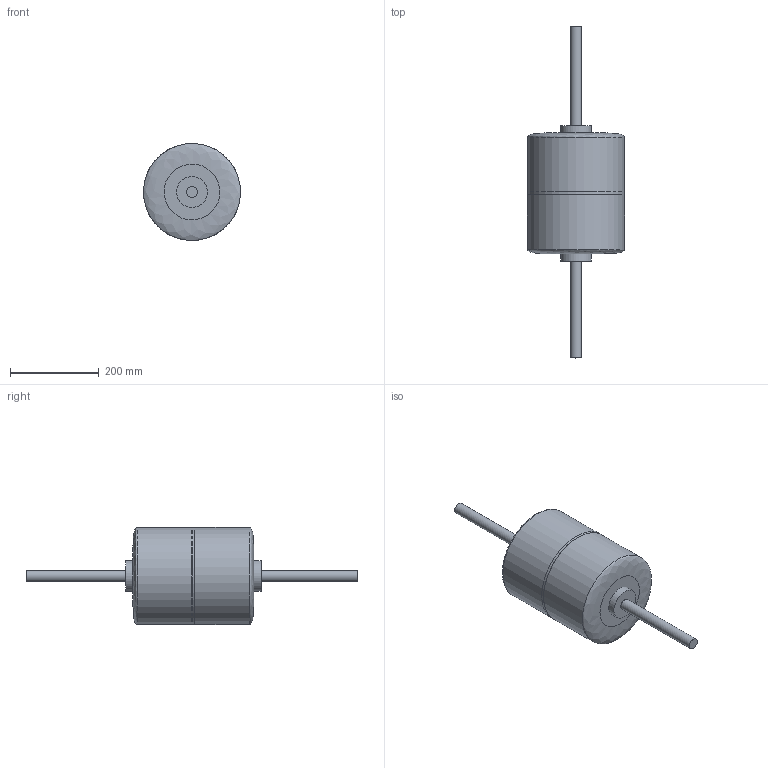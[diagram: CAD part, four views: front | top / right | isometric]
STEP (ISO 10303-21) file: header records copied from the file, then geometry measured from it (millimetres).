
FILE_DESCRIPTION(('FreeCAD Model'),'2;1');
FILE_NAME('Open CASCADE Shape Model','2022-12-21T14:56:32',(''),(''), 'Open CASCADE STEP processor 7.6','FreeCAD','Unknown');
FILE_SCHEMA(('AUTOMOTIVE_DESIGN { 1 0 10303 214 1 1 1 1 }'));
Length unit declared in the file: millimetre
Products named in the file (4): Assembly; Pad001; Pad002; Pad003
Assembly tree (4 placements, depth 2):
  Assembly
    Pad001
    Pad002  x2
    Pad003
Bounding box: 219.19 x 750 x 219.19 mm (x, y, z)
Volume: 10535641.1 mm3; surface area: 487844.4 mm2
Topology: 4 solids, 4 shells, 25 faces, 41 edges, 28 vertices
Faces by surface type: plane 12, cylinder 11, revolution 2
Full cylindrical faces by diameter (mm): 25 x3, 69.981 x5, 219.19 x3
Entity records: 839 total; most frequent: CARTESIAN_POINT 172, DIRECTION 123, ORIENTED_EDGE 50, PCURVE 50, DEFINITIONAL_REPRESENTATION 50, LINE 41, VECTOR 41, AXIS2_PLACEMENT_3D 37
